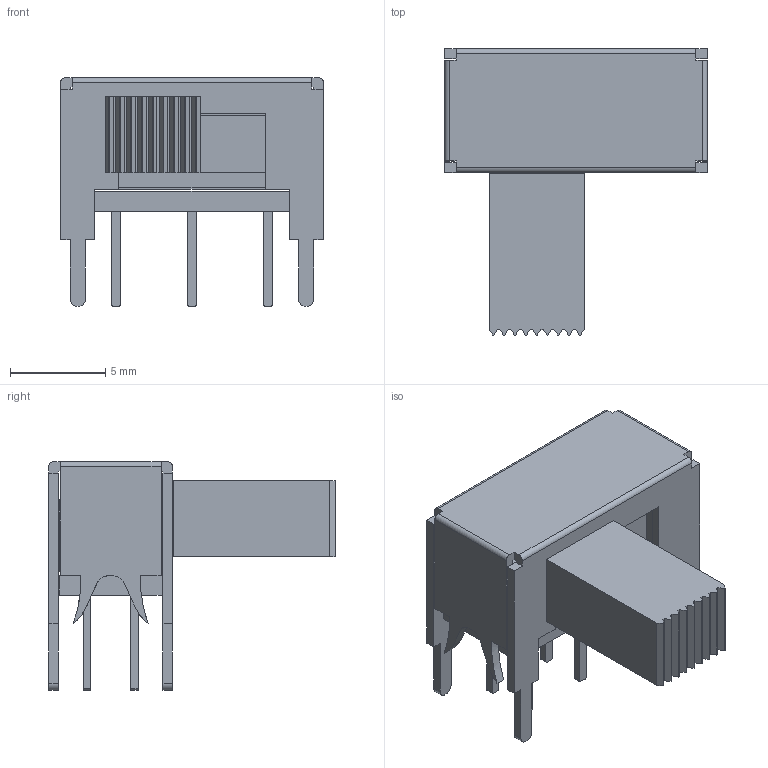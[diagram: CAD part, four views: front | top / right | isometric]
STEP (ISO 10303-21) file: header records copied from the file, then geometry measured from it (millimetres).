
FILE_DESCRIPTION(/* description */ (''),/* implementation_level */ '2;1');
FILE_NAME(/* name */ 'EG2219.step',/* time_stamp */ '2024-03-29T10:18:43+02:00',/* author */ (''),/* organization */ (''),/* preprocessor_version */ 'ST-DEVELOPER v20',/* originating_system */ 'Autodesk Translation Framework v12.20.1.177',/* authorisation */ '');
FILE_SCHEMA (('AUTOMOTIVE_DESIGN { 1 0 10303 214 3 1 1 }'));
Length unit declared in the file: millimetre
Products named in the file (1): EG2219
Bounding box: 13.8 x 15.05 x 12 mm (x, y, z)
Volume: 638.5 mm3; surface area: 1363.8 mm2
Topology: 9 solids, 9 shells, 184 faces, 497 edges, 331 vertices
Faces by surface type: plane 152, cylinder 24, bspline 8
Entity records: 6927 total; most frequent: CARTESIAN_POINT 2261, ORIENTED_EDGE 994, DIRECTION 883, EDGE_CURVE 497, LINE 433, VECTOR 433, VERTEX_POINT 331, AXIS2_PLACEMENT_3D 225
